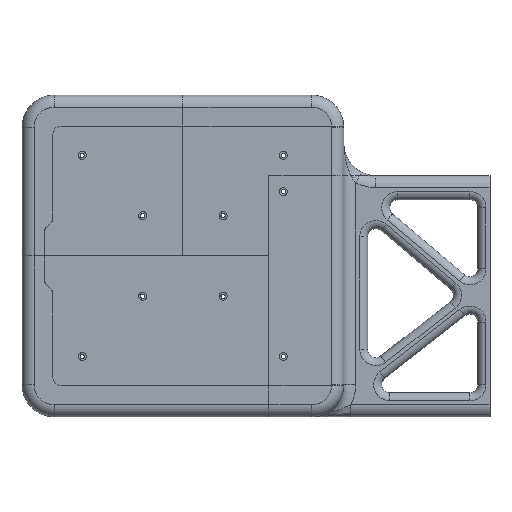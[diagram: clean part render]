
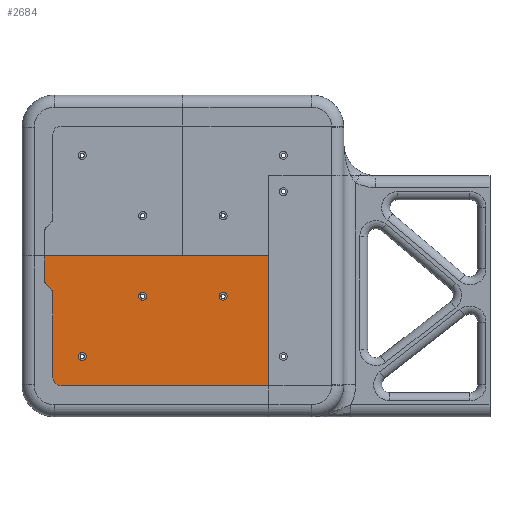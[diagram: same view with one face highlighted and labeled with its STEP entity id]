
A CAD part, top view. The second image highlights one B-rep face of the part: STEP entity #2684.
In plain terms, the highlighted planar face has unit normal (0, 0, 1).
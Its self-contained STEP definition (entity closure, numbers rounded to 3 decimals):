
#76=FACE_BOUND('',#441,.T.);
#77=FACE_BOUND('',#442,.T.);
#78=FACE_BOUND('',#443,.T.);
#128=PLANE('',#2960);
#261=FACE_OUTER_BOUND('',#440,.T.);
#440=EDGE_LOOP('',(#2184,#2185,#2186,#2187,#2188,#2189,#2190,#2191,#2192));
#441=EDGE_LOOP('',(#2193));
#442=EDGE_LOOP('',(#2194));
#443=EDGE_LOOP('',(#2195));
#619=LINE('',#4460,#846);
#625=LINE('',#4480,#852);
#641=LINE('',#4529,#868);
#643=LINE('',#4536,#870);
#644=LINE('',#4538,#871);
#645=LINE('',#4539,#872);
#846=VECTOR('',#3503,10.);
#852=VECTOR('',#3523,10.);
#868=VECTOR('',#3571,10.);
#870=VECTOR('',#3579,10.);
#871=VECTOR('',#3580,10.);
#872=VECTOR('',#3581,10.);
#1056=CIRCLE('',#2917,4.);
#1059=CIRCLE('',#2922,4.);
#1062=CIRCLE('',#2927,4.);
#1065=CIRCLE('',#2932,3.8);
#1067=CIRCLE('',#2936,4.2);
#1069=CIRCLE('',#2939,8.2);
#1233=VERTEX_POINT('',#4423);
#1236=VERTEX_POINT('',#4432);
#1239=VERTEX_POINT('',#4441);
#1242=VERTEX_POINT('',#4450);
#1243=VERTEX_POINT('',#4451);
#1246=VERTEX_POINT('',#4459);
#1248=VERTEX_POINT('',#4465);
#1250=VERTEX_POINT('',#4471);
#1251=VERTEX_POINT('',#4472);
#1270=VERTEX_POINT('',#4526);
#1272=VERTEX_POINT('',#4535);
#1273=VERTEX_POINT('',#4537);
#1547=EDGE_CURVE('',#1233,#1233,#1056,.T.);
#1551=EDGE_CURVE('',#1236,#1236,#1059,.T.);
#1555=EDGE_CURVE('',#1239,#1239,#1062,.T.);
#1559=EDGE_CURVE('',#1242,#1243,#1065,.T.);
#1563=EDGE_CURVE('',#1246,#1242,#619,.T.);
#1566=EDGE_CURVE('',#1248,#1246,#1067,.T.);
#1569=EDGE_CURVE('',#1250,#1251,#1069,.T.);
#1573=EDGE_CURVE('',#1243,#1250,#625,.T.);
#1597=EDGE_CURVE('',#1270,#1248,#641,.T.);
#1600=EDGE_CURVE('',#1270,#1272,#643,.T.);
#1601=EDGE_CURVE('',#1251,#1273,#644,.T.);
#1602=EDGE_CURVE('',#1273,#1272,#645,.T.);
#2184=ORIENTED_EDGE('',*,*,#1600,.F.);
#2185=ORIENTED_EDGE('',*,*,#1597,.T.);
#2186=ORIENTED_EDGE('',*,*,#1566,.T.);
#2187=ORIENTED_EDGE('',*,*,#1563,.T.);
#2188=ORIENTED_EDGE('',*,*,#1559,.T.);
#2189=ORIENTED_EDGE('',*,*,#1573,.T.);
#2190=ORIENTED_EDGE('',*,*,#1569,.T.);
#2191=ORIENTED_EDGE('',*,*,#1601,.T.);
#2192=ORIENTED_EDGE('',*,*,#1602,.T.);
#2193=ORIENTED_EDGE('',*,*,#1547,.T.);
#2194=ORIENTED_EDGE('',*,*,#1551,.T.);
#2195=ORIENTED_EDGE('',*,*,#1555,.T.);
#2684=ADVANCED_FACE('',(#261,#76,#77,#78),#128,.T.);
#2917=AXIS2_PLACEMENT_3D('',#4424,#3462,#3463);
#2922=AXIS2_PLACEMENT_3D('',#4433,#3473,#3474);
#2927=AXIS2_PLACEMENT_3D('',#4442,#3484,#3485);
#2932=AXIS2_PLACEMENT_3D('',#4452,#3495,#3496);
#2936=AXIS2_PLACEMENT_3D('',#4466,#3508,#3509);
#2939=AXIS2_PLACEMENT_3D('',#4473,#3515,#3516);
#2960=AXIS2_PLACEMENT_3D('',#4534,#3577,#3578);
#3462=DIRECTION('center_axis',(0.,0.,-1.));
#3463=DIRECTION('ref_axis',(-1.,0.,0.));
#3473=DIRECTION('center_axis',(0.,0.,-1.));
#3474=DIRECTION('ref_axis',(-1.,0.,0.));
#3484=DIRECTION('center_axis',(0.,0.,-1.));
#3485=DIRECTION('ref_axis',(-1.,0.,0.));
#3495=DIRECTION('center_axis',(0.,0.,-1.));
#3496=DIRECTION('ref_axis',(1.,0.,0.));
#3503=DIRECTION('',(0.707,-0.707,0.));
#3508=DIRECTION('center_axis',(0.,0.,1.));
#3509=DIRECTION('ref_axis',(-1.,0.,0.));
#3515=DIRECTION('center_axis',(0.,0.,1.));
#3516=DIRECTION('ref_axis',(-1.,0.,0.));
#3523=DIRECTION('',(0.,-1.,0.));
#3571=DIRECTION('',(0.,-1.,0.));
#3577=DIRECTION('center_axis',(0.,0.,1.));
#3578=DIRECTION('ref_axis',(1.,0.,0.));
#3579=DIRECTION('',(1.,0.,0.));
#3580=DIRECTION('',(1.,0.,0.));
#3581=DIRECTION('',(0.,1.,0.));
#4423=CARTESIAN_POINT('',(-472.5,-119.5,-4.35));
#4424=CARTESIAN_POINT('Origin',(-476.5,-119.5,-4.35));
#4432=CARTESIAN_POINT('',(-392.5,-119.5,-4.35));
#4433=CARTESIAN_POINT('Origin',(-396.5,-119.5,-4.35));
#4441=CARTESIAN_POINT('',(-532.5,-179.5,-4.35));
#4442=CARTESIAN_POINT('Origin',(-536.5,-179.5,-4.35));
#4450=CARTESIAN_POINT('',(-566.813,-113.47,-4.35));
#4451=CARTESIAN_POINT('',(-565.7,-116.157,-4.35));
#4452=CARTESIAN_POINT('Origin',(-569.5,-116.157,-4.35));
#4459=CARTESIAN_POINT('',(-572.485,-107.798,-4.35));
#4460=CARTESIAN_POINT('',(-542.727,-137.556,-4.35));
#4465=CARTESIAN_POINT('',(-573.715,-104.828,-4.35));
#4466=CARTESIAN_POINT('Origin',(-569.515,-104.828,-4.35));
#4471=CARTESIAN_POINT('',(-565.7,-200.5,-4.35));
#4472=CARTESIAN_POINT('',(-557.5,-208.7,-4.35));
#4473=CARTESIAN_POINT('Origin',(-557.5,-200.5,-4.35));
#4480=CARTESIAN_POINT('',(-565.7,-140.,-4.35));
#4526=CARTESIAN_POINT('',(-573.715,-79.5,-4.35));
#4529=CARTESIAN_POINT('',(-573.715,-92.164,-4.35));
#4534=CARTESIAN_POINT('Origin',(-436.5,-79.5,-4.35));
#4535=CARTESIAN_POINT('',(-351.,-79.5,-4.35));
#4536=CARTESIAN_POINT('',(-455.125,-79.5,-4.35));
#4537=CARTESIAN_POINT('',(-351.,-208.7,-4.35));
#4538=CARTESIAN_POINT('',(-356.5,-208.7,-4.35));
#4539=CARTESIAN_POINT('',(-351.,-79.502,-4.35));
